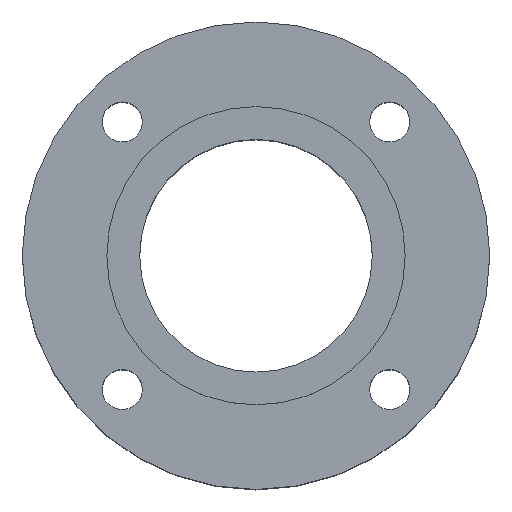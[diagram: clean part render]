
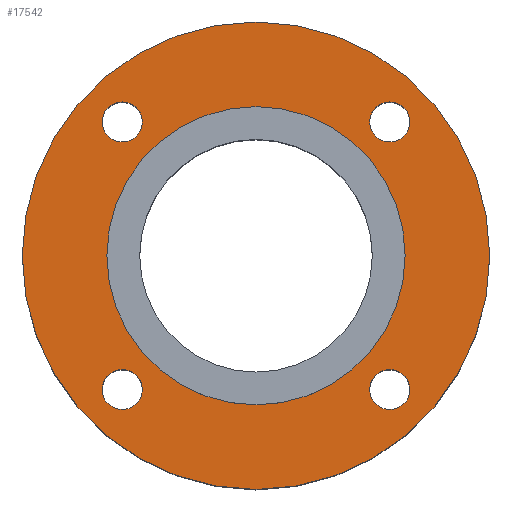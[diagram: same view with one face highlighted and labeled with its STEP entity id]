
A CAD part, top view. The second image highlights one B-rep face of the part: STEP entity #17542.
In plain terms, the highlighted planar face has unit normal (0, 0, 1).
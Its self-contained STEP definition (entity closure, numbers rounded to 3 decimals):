
#26 = EDGE_LOOP ( 'NONE', ( #8464, #15459 ) ) ;
#102 = CARTESIAN_POINT ( 'NONE',  ( 60.104, 60.104, -0.9 ) ) ;
#156 = EDGE_LOOP ( 'NONE', ( #13648, #19918 ) ) ;
#407 = DIRECTION ( 'NONE',  ( 0., -1., 0. ) ) ;
#1385 = FACE_OUTER_BOUND ( 'NONE', #156, .T. ) ;
#1456 = CARTESIAN_POINT ( 'NONE',  ( 0., 0., -0.9 ) ) ;
#1577 = DIRECTION ( 'NONE',  ( 0., 1., 0. ) ) ;
#2050 = CARTESIAN_POINT ( 'NONE',  ( 0., 0., -0.9 ) ) ;
#2375 = EDGE_CURVE ( 'NONE', #24400, #24697, #27833, .T. ) ;
#2996 = DIRECTION ( 'NONE',  ( 0., 0., 1. ) ) ;
#3253 = DIRECTION ( 'NONE',  ( 0., -1., 0. ) ) ;
#3493 = CARTESIAN_POINT ( 'NONE',  ( 105., 0., -0.9 ) ) ;
#3594 = DIRECTION ( 'NONE',  ( 0., 0., -1. ) ) ;
#4539 = CIRCLE ( 'NONE', #12043, 9. ) ;
#5193 = VERTEX_POINT ( 'NONE', #15446 ) ;
#5683 = AXIS2_PLACEMENT_3D ( 'NONE', #26810, #10417, #17348 ) ;
#5821 = CARTESIAN_POINT ( 'NONE',  ( 69.104, -60.104, -0.9 ) ) ;
#6162 = EDGE_CURVE ( 'NONE', #27697, #5193, #14793, .T. ) ;
#6212 = DIRECTION ( 'NONE',  ( 1., 0., 0. ) ) ;
#6402 = FACE_BOUND ( 'NONE', #17746, .T. ) ;
#6496 = ORIENTED_EDGE ( 'NONE', *, *, #10572, .F. ) ;
#6744 = CARTESIAN_POINT ( 'NONE',  ( 51.104, -60.104, -0.9 ) ) ;
#7117 = CIRCLE ( 'NONE', #26217, 9. ) ;
#7183 = CIRCLE ( 'NONE', #5683, 9. ) ;
#7219 = CARTESIAN_POINT ( 'NONE',  ( 69.104, 60.104, -0.9 ) ) ;
#7307 = DIRECTION ( 'NONE',  ( 1., 0., 0. ) ) ;
#7424 = AXIS2_PLACEMENT_3D ( 'NONE', #17385, #17091, #3253 ) ;
#7625 = CARTESIAN_POINT ( 'NONE',  ( 60.104, -60.104, -0.9 ) ) ;
#7884 = ORIENTED_EDGE ( 'NONE', *, *, #25837, .F. ) ;
#7976 = CIRCLE ( 'NONE', #9480, 9. ) ;
#7988 = AXIS2_PLACEMENT_3D ( 'NONE', #25111, #3594, #13626 ) ;
#8464 = ORIENTED_EDGE ( 'NONE', *, *, #21721, .F. ) ;
#8498 = AXIS2_PLACEMENT_3D ( 'NONE', #1456, #13376, #11022 ) ;
#8930 = EDGE_CURVE ( 'NONE', #24050, #24709, #4539, .T. ) ;
#8948 = CIRCLE ( 'NONE', #26525, 9. ) ;
#9342 = DIRECTION ( 'NONE',  ( 0., 0., 1. ) ) ;
#9458 = EDGE_CURVE ( 'NONE', #20822, #26848, #7117, .T. ) ;
#9480 = AXIS2_PLACEMENT_3D ( 'NONE', #30909, #29024, #11872 ) ;
#10417 = DIRECTION ( 'NONE',  ( 0., 0., 1. ) ) ;
#10572 = EDGE_CURVE ( 'NONE', #25128, #22461, #25194, .T. ) ;
#10614 = ORIENTED_EDGE ( 'NONE', *, *, #14032, .F. ) ;
#11022 = DIRECTION ( 'NONE',  ( 1., 0., 0. ) ) ;
#11629 = VERTEX_POINT ( 'NONE', #27848 ) ;
#11645 = AXIS2_PLACEMENT_3D ( 'NONE', #22517, #29302, #20157 ) ;
#11872 = DIRECTION ( 'NONE',  ( -1., 0., 0. ) ) ;
#12043 = AXIS2_PLACEMENT_3D ( 'NONE', #102, #9342, #7307 ) ;
#12410 = DIRECTION ( 'NONE',  ( 1., 0., 0. ) ) ;
#12724 = DIRECTION ( 'NONE',  ( 0., 1., 0. ) ) ;
#13274 = CARTESIAN_POINT ( 'NONE',  ( 0., 0., -0.9 ) ) ;
#13310 = FACE_BOUND ( 'NONE', #14072, .T. ) ;
#13349 = AXIS2_PLACEMENT_3D ( 'NONE', #2050, #26091, #30961 ) ;
#13376 = DIRECTION ( 'NONE',  ( 0., 0., 1. ) ) ;
#13498 = DIRECTION ( 'NONE',  ( 0., 0., 1. ) ) ;
#13626 = DIRECTION ( 'NONE',  ( -1., 0., 0. ) ) ;
#13648 = ORIENTED_EDGE ( 'NONE', *, *, #6162, .T. ) ;
#13914 = CIRCLE ( 'NONE', #7424, 9. ) ;
#13958 = CARTESIAN_POINT ( 'NONE',  ( -69.104, -60.104, -0.9 ) ) ;
#14032 = EDGE_CURVE ( 'NONE', #24709, #24050, #7183, .T. ) ;
#14072 = EDGE_LOOP ( 'NONE', ( #29899, #28953 ) ) ;
#14793 = CIRCLE ( 'NONE', #13349, 105. ) ;
#15446 = CARTESIAN_POINT ( 'NONE',  ( -105., 0., -0.9 ) ) ;
#15459 = ORIENTED_EDGE ( 'NONE', *, *, #25074, .F. ) ;
#15518 = PLANE ( 'NONE',  #7988 ) ;
#17091 = DIRECTION ( 'NONE',  ( 0., 0., 1. ) ) ;
#17348 = DIRECTION ( 'NONE',  ( 1., 0., 0. ) ) ;
#17385 = CARTESIAN_POINT ( 'NONE',  ( 60.104, -60.104, -0.9 ) ) ;
#17542 = ADVANCED_FACE ( 'NONE', ( #13310, #20869, #18508, #25420, #6402, #1385 ), #15518, .F. ) ;
#17587 = CARTESIAN_POINT ( 'NONE',  ( 0., 0., -0.9 ) ) ;
#17746 = EDGE_LOOP ( 'NONE', ( #7884, #25252 ) ) ;
#18070 = CARTESIAN_POINT ( 'NONE',  ( -60.104, 60.104, -0.9 ) ) ;
#18162 = DIRECTION ( 'NONE',  ( 0., 0., 1. ) ) ;
#18293 = AXIS2_PLACEMENT_3D ( 'NONE', #13274, #18162, #6212 ) ;
#18464 = AXIS2_PLACEMENT_3D ( 'NONE', #17587, #24360, #12410 ) ;
#18508 = FACE_BOUND ( 'NONE', #26, .T. ) ;
#19592 = CARTESIAN_POINT ( 'NONE',  ( -67., 0., -0.9 ) ) ;
#19693 = EDGE_CURVE ( 'NONE', #5193, #27697, #20981, .T. ) ;
#19918 = ORIENTED_EDGE ( 'NONE', *, *, #19693, .T. ) ;
#20002 = EDGE_CURVE ( 'NONE', #26848, #20822, #13914, .T. ) ;
#20010 = AXIS2_PLACEMENT_3D ( 'NONE', #18070, #2996, #12724 ) ;
#20157 = DIRECTION ( 'NONE',  ( -1., 0., 0. ) ) ;
#20167 = CARTESIAN_POINT ( 'NONE',  ( 51.104, 60.104, -0.9 ) ) ;
#20822 = VERTEX_POINT ( 'NONE', #6744 ) ;
#20869 = FACE_BOUND ( 'NONE', #29174, .T. ) ;
#20981 = CIRCLE ( 'NONE', #18464, 105. ) ;
#21518 = CIRCLE ( 'NONE', #8498, 67. ) ;
#21721 = EDGE_CURVE ( 'NONE', #11629, #30094, #8948, .T. ) ;
#22096 = EDGE_CURVE ( 'NONE', #22461, #25128, #7976, .T. ) ;
#22237 = DIRECTION ( 'NONE',  ( 0., 0., 1. ) ) ;
#22461 = VERTEX_POINT ( 'NONE', #30942 ) ;
#22517 = CARTESIAN_POINT ( 'NONE',  ( -60.104, -60.104, -0.9 ) ) ;
#23518 = CARTESIAN_POINT ( 'NONE',  ( -69.104, 60.104, -0.9 ) ) ;
#23563 = CARTESIAN_POINT ( 'NONE',  ( -60.104, 60.104, -0.9 ) ) ;
#24050 = VERTEX_POINT ( 'NONE', #7219 ) ;
#24360 = DIRECTION ( 'NONE',  ( 0., 0., 1. ) ) ;
#24400 = VERTEX_POINT ( 'NONE', #19592 ) ;
#24697 = VERTEX_POINT ( 'NONE', #29456 ) ;
#24709 = VERTEX_POINT ( 'NONE', #20167 ) ;
#25074 = EDGE_CURVE ( 'NONE', #30094, #11629, #26047, .T. ) ;
#25111 = CARTESIAN_POINT ( 'NONE',  ( 0., 67., -0.9 ) ) ;
#25128 = VERTEX_POINT ( 'NONE', #13958 ) ;
#25194 = CIRCLE ( 'NONE', #11645, 9. ) ;
#25252 = ORIENTED_EDGE ( 'NONE', *, *, #2375, .F. ) ;
#25420 = FACE_BOUND ( 'NONE', #30518, .T. ) ;
#25837 = EDGE_CURVE ( 'NONE', #24697, #24400, #21518, .T. ) ;
#26047 = CIRCLE ( 'NONE', #20010, 9. ) ;
#26091 = DIRECTION ( 'NONE',  ( 0., 0., 1. ) ) ;
#26217 = AXIS2_PLACEMENT_3D ( 'NONE', #7625, #22237, #407 ) ;
#26525 = AXIS2_PLACEMENT_3D ( 'NONE', #23563, #13498, #1577 ) ;
#26810 = CARTESIAN_POINT ( 'NONE',  ( 60.104, 60.104, -0.9 ) ) ;
#26848 = VERTEX_POINT ( 'NONE', #5821 ) ;
#27697 = VERTEX_POINT ( 'NONE', #3493 ) ;
#27833 = CIRCLE ( 'NONE', #18293, 67. ) ;
#27848 = CARTESIAN_POINT ( 'NONE',  ( -51.104, 60.104, -0.9 ) ) ;
#28942 = ORIENTED_EDGE ( 'NONE', *, *, #22096, .F. ) ;
#28953 = ORIENTED_EDGE ( 'NONE', *, *, #9458, .F. ) ;
#29024 = DIRECTION ( 'NONE',  ( 0., 0., 1. ) ) ;
#29174 = EDGE_LOOP ( 'NONE', ( #28942, #6496 ) ) ;
#29217 = ORIENTED_EDGE ( 'NONE', *, *, #8930, .F. ) ;
#29302 = DIRECTION ( 'NONE',  ( 0., 0., 1. ) ) ;
#29456 = CARTESIAN_POINT ( 'NONE',  ( 67., 0., -0.9 ) ) ;
#29899 = ORIENTED_EDGE ( 'NONE', *, *, #20002, .F. ) ;
#30094 = VERTEX_POINT ( 'NONE', #23518 ) ;
#30518 = EDGE_LOOP ( 'NONE', ( #29217, #10614 ) ) ;
#30909 = CARTESIAN_POINT ( 'NONE',  ( -60.104, -60.104, -0.9 ) ) ;
#30942 = CARTESIAN_POINT ( 'NONE',  ( -51.104, -60.104, -0.9 ) ) ;
#30961 = DIRECTION ( 'NONE',  ( 1., 0., 0. ) ) ;
